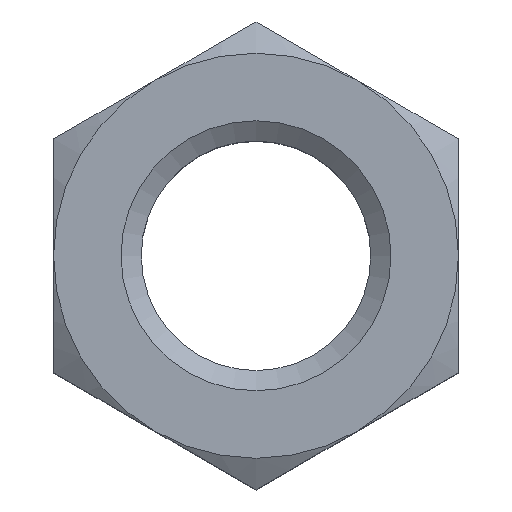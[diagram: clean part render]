
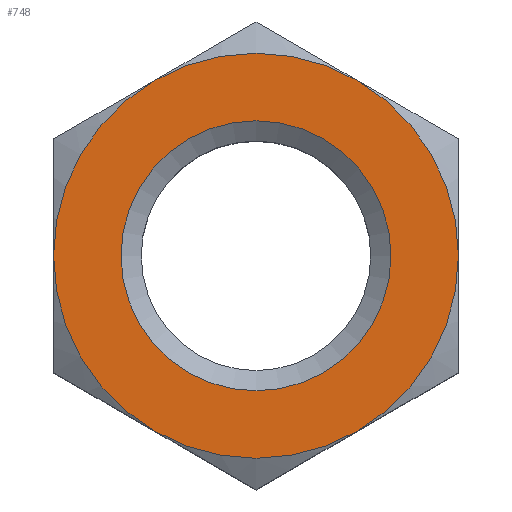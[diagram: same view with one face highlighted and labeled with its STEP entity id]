
A CAD part, top view. The second image highlights one B-rep face of the part: STEP entity #748.
In plain terms, the highlighted planar face has unit normal (0, 0, 1).
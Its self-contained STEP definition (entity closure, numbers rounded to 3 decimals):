
#11 = AXIS2_PLACEMENT_3D ( 'NONE', #226, #292, #297 ) ;
#24 = FACE_OUTER_BOUND ( 'NONE', #354, .T. ) ;
#28 = CARTESIAN_POINT ( 'NONE',  ( 4.5, -7.794, 0. ) ) ;
#49 = CARTESIAN_POINT ( 'NONE',  ( -9., 0., 0. ) ) ;
#59 = EDGE_LOOP ( 'NONE', ( #516 ) ) ;
#74 = DIRECTION ( 'NONE',  ( 0., 0., 1. ) ) ;
#77 = DIRECTION ( 'NONE',  ( 1., 0., 0. ) ) ;
#90 = VERTEX_POINT ( 'NONE', #515 ) ;
#92 = CARTESIAN_POINT ( 'NONE',  ( 0., 0., 0. ) ) ;
#100 = EDGE_CURVE ( 'NONE', #276, #276, #620, .T. ) ;
#126 = EDGE_CURVE ( 'NONE', #618, #695, #371, .T. ) ;
#127 = AXIS2_PLACEMENT_3D ( 'NONE', #539, #185, #638 ) ;
#140 = AXIS2_PLACEMENT_3D ( 'NONE', #242, #710, #77 ) ;
#144 = FACE_BOUND ( 'NONE', #59, .T. ) ;
#153 = VERTEX_POINT ( 'NONE', #395 ) ;
#164 = DIRECTION ( 'NONE',  ( 1., 0., 0. ) ) ;
#185 = DIRECTION ( 'NONE',  ( 0., 0., 1. ) ) ;
#186 = CARTESIAN_POINT ( 'NONE',  ( 0., 0., 0. ) ) ;
#188 = AXIS2_PLACEMENT_3D ( 'NONE', #197, #654, #598 ) ;
#197 = CARTESIAN_POINT ( 'NONE',  ( -9., 5.196, 0. ) ) ;
#225 = CARTESIAN_POINT ( 'NONE',  ( 6., 0., 0. ) ) ;
#226 = CARTESIAN_POINT ( 'NONE',  ( 0., 0., 0. ) ) ;
#242 = CARTESIAN_POINT ( 'NONE',  ( 0., 0., 0. ) ) ;
#254 = PLANE ( 'NONE',  #188 ) ;
#266 = ORIENTED_EDGE ( 'NONE', *, *, #702, .T. ) ;
#274 = EDGE_CURVE ( 'NONE', #153, #618, #552, .T. ) ;
#276 = VERTEX_POINT ( 'NONE', #225 ) ;
#281 = CARTESIAN_POINT ( 'NONE',  ( 0., 0., 0. ) ) ;
#292 = DIRECTION ( 'NONE',  ( 0., 0., 1. ) ) ;
#297 = DIRECTION ( 'NONE',  ( 1., 0., 0. ) ) ;
#313 = EDGE_CURVE ( 'NONE', #90, #381, #613, .T. ) ;
#315 = DIRECTION ( 'NONE',  ( 1., 0., 0. ) ) ;
#322 = ORIENTED_EDGE ( 'NONE', *, *, #313, .T. ) ;
#354 = EDGE_LOOP ( 'NONE', ( #379, #626, #580, #266, #666, #322 ) ) ;
#362 = CARTESIAN_POINT ( 'NONE',  ( -4.5, 7.794, 0. ) ) ;
#371 = CIRCLE ( 'NONE', #11, 9. ) ;
#379 = ORIENTED_EDGE ( 'NONE', *, *, #528, .T. ) ;
#381 = VERTEX_POINT ( 'NONE', #28 ) ;
#395 = CARTESIAN_POINT ( 'NONE',  ( 9., 0., 0. ) ) ;
#444 = CIRCLE ( 'NONE', #743, 9. ) ;
#454 = DIRECTION ( 'NONE',  ( 1., 0., 0. ) ) ;
#465 = CIRCLE ( 'NONE', #661, 9. ) ;
#511 = DIRECTION ( 'NONE',  ( 1., 0., 0. ) ) ;
#515 = CARTESIAN_POINT ( 'NONE',  ( -4.5, -7.794, 0. ) ) ;
#516 = ORIENTED_EDGE ( 'NONE', *, *, #100, .F. ) ;
#518 = CARTESIAN_POINT ( 'NONE',  ( 4.5, 7.794, 0. ) ) ;
#522 = AXIS2_PLACEMENT_3D ( 'NONE', #566, #744, #511 ) ;
#528 = EDGE_CURVE ( 'NONE', #381, #153, #465, .T. ) ;
#539 = CARTESIAN_POINT ( 'NONE',  ( 0., 0., 0. ) ) ;
#552 = CIRCLE ( 'NONE', #140, 9. ) ;
#566 = CARTESIAN_POINT ( 'NONE',  ( 0., 0., 0. ) ) ;
#580 = ORIENTED_EDGE ( 'NONE', *, *, #126, .T. ) ;
#598 = DIRECTION ( 'NONE',  ( 1., 0., 0. ) ) ;
#613 = CIRCLE ( 'NONE', #127, 9. ) ;
#614 = VERTEX_POINT ( 'NONE', #49 ) ;
#618 = VERTEX_POINT ( 'NONE', #518 ) ;
#620 = CIRCLE ( 'NONE', #522, 6. ) ;
#626 = ORIENTED_EDGE ( 'NONE', *, *, #274, .T. ) ;
#638 = DIRECTION ( 'NONE',  ( 1., 0., 0. ) ) ;
#640 = EDGE_CURVE ( 'NONE', #614, #90, #444, .T. ) ;
#654 = DIRECTION ( 'NONE',  ( 0., 0., 1. ) ) ;
#661 = AXIS2_PLACEMENT_3D ( 'NONE', #92, #733, #164 ) ;
#666 = ORIENTED_EDGE ( 'NONE', *, *, #640, .T. ) ;
#682 = AXIS2_PLACEMENT_3D ( 'NONE', #186, #74, #315 ) ;
#685 = DIRECTION ( 'NONE',  ( 0., 0., 1. ) ) ;
#695 = VERTEX_POINT ( 'NONE', #362 ) ;
#702 = EDGE_CURVE ( 'NONE', #695, #614, #707, .T. ) ;
#707 = CIRCLE ( 'NONE', #682, 9. ) ;
#710 = DIRECTION ( 'NONE',  ( 0., 0., 1. ) ) ;
#733 = DIRECTION ( 'NONE',  ( 0., 0., 1. ) ) ;
#743 = AXIS2_PLACEMENT_3D ( 'NONE', #281, #685, #454 ) ;
#744 = DIRECTION ( 'NONE',  ( 0., 0., 1. ) ) ;
#748 = ADVANCED_FACE ( 'NONE', ( #144, #24 ), #254, .T. ) ;
